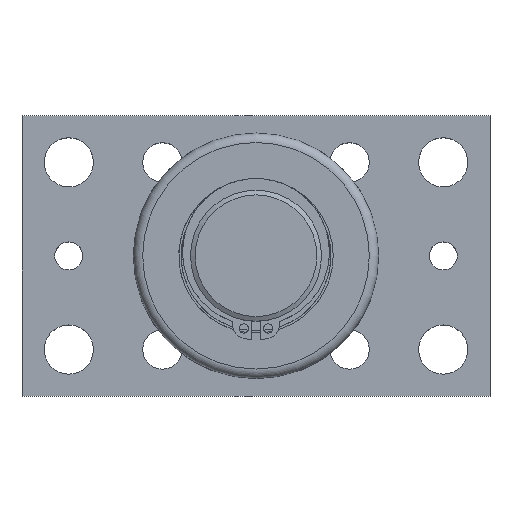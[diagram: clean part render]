
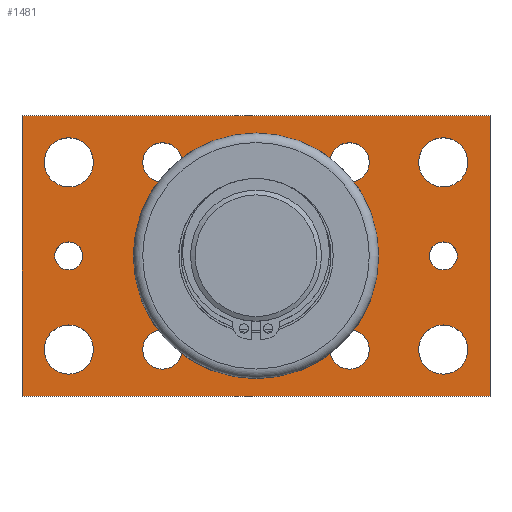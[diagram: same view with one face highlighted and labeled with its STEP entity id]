
A CAD part, top view. The second image highlights one B-rep face of the part: STEP entity #1481.
In plain terms, the highlighted planar face has unit normal (0, 0, 1).
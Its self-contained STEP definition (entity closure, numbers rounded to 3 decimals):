
#24=FACE_BOUND('',#179,.T.);
#25=FACE_BOUND('',#180,.T.);
#26=FACE_BOUND('',#181,.T.);
#27=FACE_BOUND('',#182,.T.);
#28=FACE_BOUND('',#183,.T.);
#29=FACE_BOUND('',#184,.T.);
#30=FACE_BOUND('',#185,.T.);
#31=FACE_BOUND('',#186,.T.);
#32=FACE_BOUND('',#187,.T.);
#33=FACE_BOUND('',#188,.T.);
#34=FACE_BOUND('',#189,.T.);
#60=PLANE('',#1582);
#100=FACE_OUTER_BOUND('',#178,.T.);
#178=EDGE_LOOP('',(#945,#946,#947,#948));
#179=EDGE_LOOP('',(#949,#950));
#180=EDGE_LOOP('',(#951,#952));
#181=EDGE_LOOP('',(#953,#954));
#182=EDGE_LOOP('',(#955,#956));
#183=EDGE_LOOP('',(#957,#958));
#184=EDGE_LOOP('',(#959,#960));
#185=EDGE_LOOP('',(#961,#962));
#186=EDGE_LOOP('',(#963,#964));
#187=EDGE_LOOP('',(#965,#966));
#188=EDGE_LOOP('',(#967,#968));
#189=EDGE_LOOP('',(#969));
#292=LINE('',#2331,#362);
#293=LINE('',#2333,#363);
#294=LINE('',#2335,#364);
#295=LINE('',#2336,#365);
#362=VECTOR('',#1814,10.);
#363=VECTOR('',#1815,10.);
#364=VECTOR('',#1816,10.);
#365=VECTOR('',#1817,10.);
#434=CIRCLE('',#1583,5.25);
#435=CIRCLE('',#1584,5.25);
#436=CIRCLE('',#1585,5.25);
#437=CIRCLE('',#1586,5.25);
#438=CIRCLE('',#1587,5.25);
#439=CIRCLE('',#1588,5.25);
#440=CIRCLE('',#1589,5.25);
#441=CIRCLE('',#1590,5.25);
#442=CIRCLE('',#1591,3.);
#443=CIRCLE('',#1592,3.);
#444=CIRCLE('',#1593,3.);
#445=CIRCLE('',#1594,3.);
#446=CIRCLE('',#1595,4.188);
#447=CIRCLE('',#1596,4.188);
#448=CIRCLE('',#1597,4.188);
#449=CIRCLE('',#1598,4.188);
#450=CIRCLE('',#1599,4.188);
#451=CIRCLE('',#1600,4.188);
#452=CIRCLE('',#1601,4.188);
#453=CIRCLE('',#1602,4.188);
#454=CIRCLE('',#1603,19.5);
#580=VERTEX_POINT('',#2329);
#581=VERTEX_POINT('',#2330);
#582=VERTEX_POINT('',#2332);
#583=VERTEX_POINT('',#2334);
#584=VERTEX_POINT('',#2337);
#585=VERTEX_POINT('',#2338);
#586=VERTEX_POINT('',#2341);
#587=VERTEX_POINT('',#2342);
#588=VERTEX_POINT('',#2345);
#589=VERTEX_POINT('',#2346);
#590=VERTEX_POINT('',#2349);
#591=VERTEX_POINT('',#2350);
#592=VERTEX_POINT('',#2353);
#593=VERTEX_POINT('',#2354);
#594=VERTEX_POINT('',#2357);
#595=VERTEX_POINT('',#2358);
#596=VERTEX_POINT('',#2361);
#597=VERTEX_POINT('',#2362);
#598=VERTEX_POINT('',#2365);
#599=VERTEX_POINT('',#2366);
#600=VERTEX_POINT('',#2369);
#601=VERTEX_POINT('',#2370);
#602=VERTEX_POINT('',#2373);
#603=VERTEX_POINT('',#2374);
#604=VERTEX_POINT('',#2377);
#728=EDGE_CURVE('',#580,#581,#292,.T.);
#729=EDGE_CURVE('',#581,#582,#293,.T.);
#730=EDGE_CURVE('',#582,#583,#294,.T.);
#731=EDGE_CURVE('',#583,#580,#295,.T.);
#732=EDGE_CURVE('',#584,#585,#434,.T.);
#733=EDGE_CURVE('',#585,#584,#435,.T.);
#734=EDGE_CURVE('',#586,#587,#436,.T.);
#735=EDGE_CURVE('',#587,#586,#437,.T.);
#736=EDGE_CURVE('',#588,#589,#438,.T.);
#737=EDGE_CURVE('',#589,#588,#439,.T.);
#738=EDGE_CURVE('',#590,#591,#440,.T.);
#739=EDGE_CURVE('',#591,#590,#441,.T.);
#740=EDGE_CURVE('',#592,#593,#442,.T.);
#741=EDGE_CURVE('',#593,#592,#443,.T.);
#742=EDGE_CURVE('',#594,#595,#444,.T.);
#743=EDGE_CURVE('',#595,#594,#445,.T.);
#744=EDGE_CURVE('',#596,#597,#446,.T.);
#745=EDGE_CURVE('',#597,#596,#447,.T.);
#746=EDGE_CURVE('',#598,#599,#448,.T.);
#747=EDGE_CURVE('',#599,#598,#449,.T.);
#748=EDGE_CURVE('',#600,#601,#450,.T.);
#749=EDGE_CURVE('',#601,#600,#451,.T.);
#750=EDGE_CURVE('',#602,#603,#452,.T.);
#751=EDGE_CURVE('',#603,#602,#453,.T.);
#752=EDGE_CURVE('',#604,#604,#454,.T.);
#945=ORIENTED_EDGE('',*,*,#728,.T.);
#946=ORIENTED_EDGE('',*,*,#729,.T.);
#947=ORIENTED_EDGE('',*,*,#730,.T.);
#948=ORIENTED_EDGE('',*,*,#731,.T.);
#949=ORIENTED_EDGE('',*,*,#732,.T.);
#950=ORIENTED_EDGE('',*,*,#733,.T.);
#951=ORIENTED_EDGE('',*,*,#734,.T.);
#952=ORIENTED_EDGE('',*,*,#735,.T.);
#953=ORIENTED_EDGE('',*,*,#736,.T.);
#954=ORIENTED_EDGE('',*,*,#737,.T.);
#955=ORIENTED_EDGE('',*,*,#738,.T.);
#956=ORIENTED_EDGE('',*,*,#739,.T.);
#957=ORIENTED_EDGE('',*,*,#740,.T.);
#958=ORIENTED_EDGE('',*,*,#741,.T.);
#959=ORIENTED_EDGE('',*,*,#742,.T.);
#960=ORIENTED_EDGE('',*,*,#743,.T.);
#961=ORIENTED_EDGE('',*,*,#744,.T.);
#962=ORIENTED_EDGE('',*,*,#745,.T.);
#963=ORIENTED_EDGE('',*,*,#746,.T.);
#964=ORIENTED_EDGE('',*,*,#747,.T.);
#965=ORIENTED_EDGE('',*,*,#748,.T.);
#966=ORIENTED_EDGE('',*,*,#749,.T.);
#967=ORIENTED_EDGE('',*,*,#750,.T.);
#968=ORIENTED_EDGE('',*,*,#751,.T.);
#969=ORIENTED_EDGE('',*,*,#752,.F.);
#1481=ADVANCED_FACE('',(#100,#24,#25,#26,#27,#28,#29,#30,#31,#32,#33,#34),
#60,.T.);
#1582=AXIS2_PLACEMENT_3D('',#2328,#1812,#1813);
#1583=AXIS2_PLACEMENT_3D('',#2339,#1818,#1819);
#1584=AXIS2_PLACEMENT_3D('',#2340,#1820,#1821);
#1585=AXIS2_PLACEMENT_3D('',#2343,#1822,#1823);
#1586=AXIS2_PLACEMENT_3D('',#2344,#1824,#1825);
#1587=AXIS2_PLACEMENT_3D('',#2347,#1826,#1827);
#1588=AXIS2_PLACEMENT_3D('',#2348,#1828,#1829);
#1589=AXIS2_PLACEMENT_3D('',#2351,#1830,#1831);
#1590=AXIS2_PLACEMENT_3D('',#2352,#1832,#1833);
#1591=AXIS2_PLACEMENT_3D('',#2355,#1834,#1835);
#1592=AXIS2_PLACEMENT_3D('',#2356,#1836,#1837);
#1593=AXIS2_PLACEMENT_3D('',#2359,#1838,#1839);
#1594=AXIS2_PLACEMENT_3D('',#2360,#1840,#1841);
#1595=AXIS2_PLACEMENT_3D('',#2363,#1842,#1843);
#1596=AXIS2_PLACEMENT_3D('',#2364,#1844,#1845);
#1597=AXIS2_PLACEMENT_3D('',#2367,#1846,#1847);
#1598=AXIS2_PLACEMENT_3D('',#2368,#1848,#1849);
#1599=AXIS2_PLACEMENT_3D('',#2371,#1850,#1851);
#1600=AXIS2_PLACEMENT_3D('',#2372,#1852,#1853);
#1601=AXIS2_PLACEMENT_3D('',#2375,#1854,#1855);
#1602=AXIS2_PLACEMENT_3D('',#2376,#1856,#1857);
#1603=AXIS2_PLACEMENT_3D('',#2378,#1858,#1859);
#1812=DIRECTION('center_axis',(0.,0.,1.));
#1813=DIRECTION('ref_axis',(1.,0.,0.));
#1814=DIRECTION('',(-1.,0.,0.));
#1815=DIRECTION('',(0.,-1.,0.));
#1816=DIRECTION('',(1.,0.,0.));
#1817=DIRECTION('',(0.,1.,0.));
#1818=DIRECTION('center_axis',(0.,0.,-1.));
#1819=DIRECTION('ref_axis',(1.,0.,0.));
#1820=DIRECTION('center_axis',(0.,0.,-1.));
#1821=DIRECTION('ref_axis',(1.,0.,0.));
#1822=DIRECTION('center_axis',(0.,0.,-1.));
#1823=DIRECTION('ref_axis',(1.,0.,0.));
#1824=DIRECTION('center_axis',(0.,0.,-1.));
#1825=DIRECTION('ref_axis',(1.,0.,0.));
#1826=DIRECTION('center_axis',(0.,0.,-1.));
#1827=DIRECTION('ref_axis',(1.,0.,0.));
#1828=DIRECTION('center_axis',(0.,0.,-1.));
#1829=DIRECTION('ref_axis',(1.,0.,0.));
#1830=DIRECTION('center_axis',(0.,0.,-1.));
#1831=DIRECTION('ref_axis',(1.,0.,0.));
#1832=DIRECTION('center_axis',(0.,0.,-1.));
#1833=DIRECTION('ref_axis',(1.,0.,0.));
#1834=DIRECTION('center_axis',(0.,0.,-1.));
#1835=DIRECTION('ref_axis',(1.,0.,0.));
#1836=DIRECTION('center_axis',(0.,0.,-1.));
#1837=DIRECTION('ref_axis',(1.,0.,0.));
#1838=DIRECTION('center_axis',(0.,0.,-1.));
#1839=DIRECTION('ref_axis',(1.,0.,0.));
#1840=DIRECTION('center_axis',(0.,0.,-1.));
#1841=DIRECTION('ref_axis',(1.,0.,0.));
#1842=DIRECTION('center_axis',(0.,0.,-1.));
#1843=DIRECTION('ref_axis',(1.,0.,0.));
#1844=DIRECTION('center_axis',(0.,0.,-1.));
#1845=DIRECTION('ref_axis',(1.,0.,0.));
#1846=DIRECTION('center_axis',(0.,0.,-1.));
#1847=DIRECTION('ref_axis',(1.,0.,0.));
#1848=DIRECTION('center_axis',(0.,0.,-1.));
#1849=DIRECTION('ref_axis',(1.,0.,0.));
#1850=DIRECTION('center_axis',(0.,0.,-1.));
#1851=DIRECTION('ref_axis',(1.,0.,0.));
#1852=DIRECTION('center_axis',(0.,0.,-1.));
#1853=DIRECTION('ref_axis',(1.,0.,0.));
#1854=DIRECTION('center_axis',(0.,0.,-1.));
#1855=DIRECTION('ref_axis',(1.,0.,0.));
#1856=DIRECTION('center_axis',(0.,0.,-1.));
#1857=DIRECTION('ref_axis',(1.,0.,0.));
#1858=DIRECTION('center_axis',(0.,0.,1.));
#1859=DIRECTION('ref_axis',(0.,1.,0.));
#2328=CARTESIAN_POINT('Origin',(-0.078,0.353,-9.5));
#2329=CARTESIAN_POINT('',(49.922,30.353,-9.5));
#2330=CARTESIAN_POINT('',(-50.078,30.353,-9.5));
#2331=CARTESIAN_POINT('',(49.922,30.353,-9.5));
#2332=CARTESIAN_POINT('',(-50.078,-29.647,-9.5));
#2333=CARTESIAN_POINT('',(-50.078,30.353,-9.5));
#2334=CARTESIAN_POINT('',(49.922,-29.647,-9.5));
#2335=CARTESIAN_POINT('',(-50.078,-29.647,-9.5));
#2336=CARTESIAN_POINT('',(49.922,-29.647,-9.5));
#2337=CARTESIAN_POINT('',(-34.828,-19.647,-9.5));
#2338=CARTESIAN_POINT('',(-45.328,-19.647,-9.5));
#2339=CARTESIAN_POINT('Origin',(-40.078,-19.647,-9.5));
#2340=CARTESIAN_POINT('Origin',(-40.078,-19.647,-9.5));
#2341=CARTESIAN_POINT('',(45.172,20.353,-9.5));
#2342=CARTESIAN_POINT('',(34.672,20.353,-9.5));
#2343=CARTESIAN_POINT('Origin',(39.922,20.353,-9.5));
#2344=CARTESIAN_POINT('Origin',(39.922,20.353,-9.5));
#2345=CARTESIAN_POINT('',(-34.828,20.353,-9.5));
#2346=CARTESIAN_POINT('',(-45.328,20.353,-9.5));
#2347=CARTESIAN_POINT('Origin',(-40.078,20.353,-9.5));
#2348=CARTESIAN_POINT('Origin',(-40.078,20.353,-9.5));
#2349=CARTESIAN_POINT('',(45.172,-19.647,-9.5));
#2350=CARTESIAN_POINT('',(34.672,-19.647,-9.5));
#2351=CARTESIAN_POINT('Origin',(39.922,-19.647,-9.5));
#2352=CARTESIAN_POINT('Origin',(39.922,-19.647,-9.5));
#2353=CARTESIAN_POINT('',(42.922,0.353,-9.5));
#2354=CARTESIAN_POINT('',(36.922,0.353,-9.5));
#2355=CARTESIAN_POINT('Origin',(39.922,0.353,-9.5));
#2356=CARTESIAN_POINT('Origin',(39.922,0.353,-9.5));
#2357=CARTESIAN_POINT('',(-37.078,0.353,-9.5));
#2358=CARTESIAN_POINT('',(-43.078,0.353,-9.5));
#2359=CARTESIAN_POINT('Origin',(-40.078,0.353,-9.5));
#2360=CARTESIAN_POINT('Origin',(-40.078,0.353,-9.5));
#2361=CARTESIAN_POINT('',(-15.89,-19.647,-9.5));
#2362=CARTESIAN_POINT('',(-24.266,-19.647,-9.5));
#2363=CARTESIAN_POINT('Origin',(-20.078,-19.647,-9.5));
#2364=CARTESIAN_POINT('Origin',(-20.078,-19.647,-9.5));
#2365=CARTESIAN_POINT('',(24.11,20.353,-9.5));
#2366=CARTESIAN_POINT('',(15.734,20.353,-9.5));
#2367=CARTESIAN_POINT('Origin',(19.922,20.353,-9.5));
#2368=CARTESIAN_POINT('Origin',(19.922,20.353,-9.5));
#2369=CARTESIAN_POINT('',(-15.89,20.353,-9.5));
#2370=CARTESIAN_POINT('',(-24.266,20.353,-9.5));
#2371=CARTESIAN_POINT('Origin',(-20.078,20.353,-9.5));
#2372=CARTESIAN_POINT('Origin',(-20.078,20.353,-9.5));
#2373=CARTESIAN_POINT('',(24.11,-19.647,-9.5));
#2374=CARTESIAN_POINT('',(15.734,-19.647,-9.5));
#2375=CARTESIAN_POINT('Origin',(19.922,-19.647,-9.5));
#2376=CARTESIAN_POINT('Origin',(19.922,-19.647,-9.5));
#2377=CARTESIAN_POINT('',(-0.078,-19.147,-9.5));
#2378=CARTESIAN_POINT('Origin',(-0.078,0.353,-9.5));
